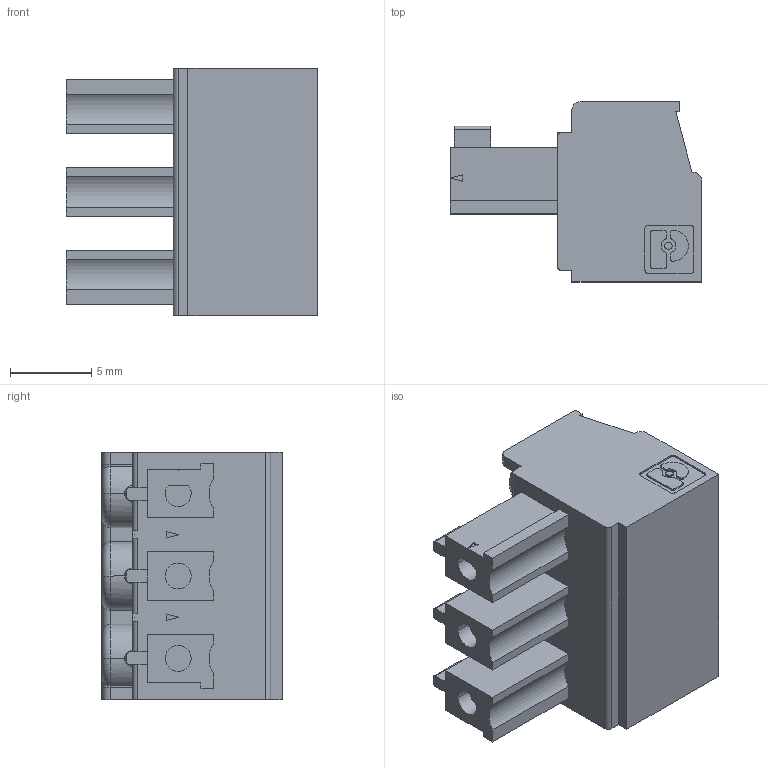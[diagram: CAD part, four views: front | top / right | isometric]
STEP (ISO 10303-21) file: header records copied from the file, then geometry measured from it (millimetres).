
FILE_DESCRIPTION(('SolidDesigner STEP Export'),'1');
FILE_NAME('mc_1.5-3-st-5.08.stp','2000-11-21T16:06:22',(''),(''), 'SolidDesigner STEP processor Version: 7.0(Mar 1999)for AP214(CD)(Solid Model)', 'CoCreate SolidDesigner: 08.01 19-Jun-2000(C) CoCreate Software GmbH','');
FILE_SCHEMA(('AUTOMOTIVE_DESIGN_CC2 {1 2 10303 214 -1 1 5 1}'));
Length unit declared in the file: millimetre
Products named in the file (2): mc_1.5-3-st-5.08
Assembly tree (1 placements, depth 2):
  mc_1.5-3-st-5.08
    mc_1.5-3-st-5.08
Bounding box: 15.5 x 11.1 x 15.24 mm (x, y, z)
Volume: 1493.4 mm3; surface area: 1289.8 mm2
Topology: 1 solids, 1 shells, 287 faces, 762 edges, 495 vertices
Faces by surface type: plane 157, cylinder 106, sphere 12, torus 6, cone 6
Entity records: 12182 total; most frequent: CARTESIAN_POINT 2774, ORIENTED_EDGE 1512, DIRECTION 1425, EDGE_CURVE 756, VERTEX_POINT 495, AXIS2_PLACEMENT_3D 481, VECTOR 463, LINE 463
